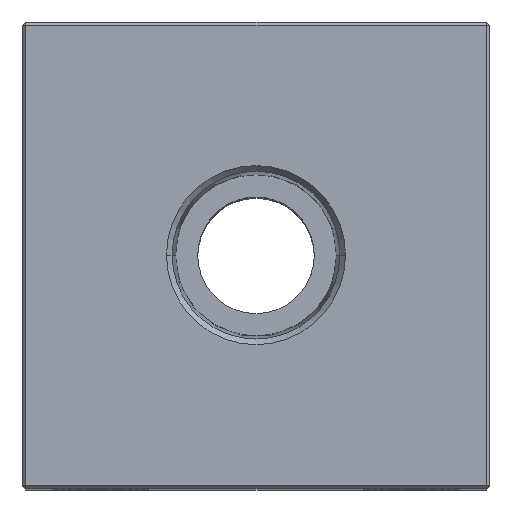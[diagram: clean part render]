
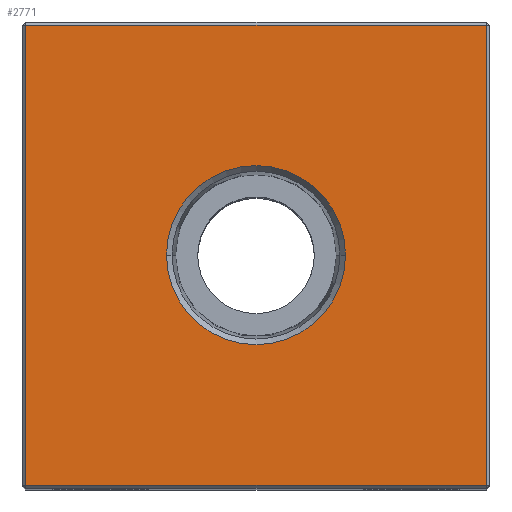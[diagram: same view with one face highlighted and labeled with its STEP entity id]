
A CAD part, top view. The second image highlights one B-rep face of the part: STEP entity #2771.
In plain terms, the highlighted planar face has unit normal (0, 0, 1).
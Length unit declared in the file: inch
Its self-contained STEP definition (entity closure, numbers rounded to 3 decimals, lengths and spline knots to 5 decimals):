
#101 = ORIENTED_EDGE ( 'NONE', *, *, #17300, .T. ) ;
#377 = EDGE_CURVE ( 'NONE', #11065, #15161, #16875, .T. ) ;
#579 = DIRECTION ( 'NONE',  ( 0., -1., 0. ) ) ;
#751 = CARTESIAN_POINT ( 'NONE',  ( 0.74, -0.74, 3.25 ) ) ;
#796 = EDGE_CURVE ( 'NONE', #14305, #3272, #15533, .T. ) ;
#951 = LINE ( 'NONE', #6438, #7874 ) ;
#1189 = VERTEX_POINT ( 'NONE', #12042 ) ;
#1835 = EDGE_LOOP ( 'NONE', ( #101, #19832, #5900, #17328 ) ) ;
#2388 = CARTESIAN_POINT ( 'NONE',  ( 0.288, 0., 3.25 ) ) ;
#2771 = ADVANCED_FACE ( 'NONE', ( #4992, #9224 ), #16702, .F. ) ;
#3272 = VERTEX_POINT ( 'NONE', #2388 ) ;
#3844 = CARTESIAN_POINT ( 'NONE',  ( 0., 0., 3.25 ) ) ;
#4992 = FACE_OUTER_BOUND ( 'NONE', #1835, .T. ) ;
#5817 = CARTESIAN_POINT ( 'NONE',  ( 0., 0., 3.25 ) ) ;
#5900 = ORIENTED_EDGE ( 'NONE', *, *, #14531, .T. ) ;
#6068 = DIRECTION ( 'NONE',  ( 1., 0., 0. ) ) ;
#6438 = CARTESIAN_POINT ( 'NONE',  ( 0., -0.74, 3.25 ) ) ;
#6754 = CARTESIAN_POINT ( 'NONE',  ( -0.288, 0., 3.25 ) ) ;
#6911 = DIRECTION ( 'NONE',  ( 1., 0., 0. ) ) ;
#7874 = VECTOR ( 'NONE', #6911, 39.37008 ) ;
#8863 = EDGE_CURVE ( 'NONE', #3272, #14305, #17791, .T. ) ;
#8890 = ORIENTED_EDGE ( 'NONE', *, *, #796, .F. ) ;
#8963 = DIRECTION ( 'NONE',  ( 0., 0., 1. ) ) ;
#9224 = FACE_BOUND ( 'NONE', #15231, .T. ) ;
#9501 = DIRECTION ( 'NONE',  ( 0., 0., 1. ) ) ;
#10044 = CARTESIAN_POINT ( 'NONE',  ( 0.74, 0., 3.25 ) ) ;
#10130 = VERTEX_POINT ( 'NONE', #751 ) ;
#10464 = VECTOR ( 'NONE', #22964, 39.37008 ) ;
#10525 = CARTESIAN_POINT ( 'NONE',  ( 0.74, 0.74, 3.25 ) ) ;
#11065 = VERTEX_POINT ( 'NONE', #10525 ) ;
#11325 = VECTOR ( 'NONE', #17884, 39.37008 ) ;
#11409 = DIRECTION ( 'NONE',  ( 1., 0., 0. ) ) ;
#11660 = AXIS2_PLACEMENT_3D ( 'NONE', #3844, #13149, #12568 ) ;
#11884 = LINE ( 'NONE', #10044, #11325 ) ;
#12042 = CARTESIAN_POINT ( 'NONE',  ( -0.74, -0.74, 3.25 ) ) ;
#12568 = DIRECTION ( 'NONE',  ( -1., 0., 0. ) ) ;
#13084 = AXIS2_PLACEMENT_3D ( 'NONE', #22032, #8963, #11409 ) ;
#13149 = DIRECTION ( 'NONE',  ( 0., 0., -1. ) ) ;
#14305 = VERTEX_POINT ( 'NONE', #6754 ) ;
#14531 = EDGE_CURVE ( 'NONE', #10130, #11065, #11884, .T. ) ;
#14887 = ORIENTED_EDGE ( 'NONE', *, *, #8863, .F. ) ;
#15161 = VERTEX_POINT ( 'NONE', #22752 ) ;
#15231 = EDGE_LOOP ( 'NONE', ( #14887, #8890 ) ) ;
#15255 = LINE ( 'NONE', #19293, #21154 ) ;
#15533 = CIRCLE ( 'NONE', #21754, 0.288 ) ;
#16702 = PLANE ( 'NONE',  #11660 ) ;
#16875 = LINE ( 'NONE', #22472, #10464 ) ;
#17300 = EDGE_CURVE ( 'NONE', #15161, #1189, #15255, .T. ) ;
#17328 = ORIENTED_EDGE ( 'NONE', *, *, #377, .T. ) ;
#17791 = CIRCLE ( 'NONE', #13084, 0.288 ) ;
#17884 = DIRECTION ( 'NONE',  ( 0., 1., 0. ) ) ;
#18279 = EDGE_CURVE ( 'NONE', #1189, #10130, #951, .T. ) ;
#19293 = CARTESIAN_POINT ( 'NONE',  ( -0.74, 0., 3.25 ) ) ;
#19832 = ORIENTED_EDGE ( 'NONE', *, *, #18279, .T. ) ;
#21154 = VECTOR ( 'NONE', #579, 39.37008 ) ;
#21754 = AXIS2_PLACEMENT_3D ( 'NONE', #5817, #9501, #6068 ) ;
#22032 = CARTESIAN_POINT ( 'NONE',  ( 0., 0., 3.25 ) ) ;
#22472 = CARTESIAN_POINT ( 'NONE',  ( 0., 0.74, 3.25 ) ) ;
#22752 = CARTESIAN_POINT ( 'NONE',  ( -0.74, 0.74, 3.25 ) ) ;
#22964 = DIRECTION ( 'NONE',  ( -1., 0., 0. ) ) ;
